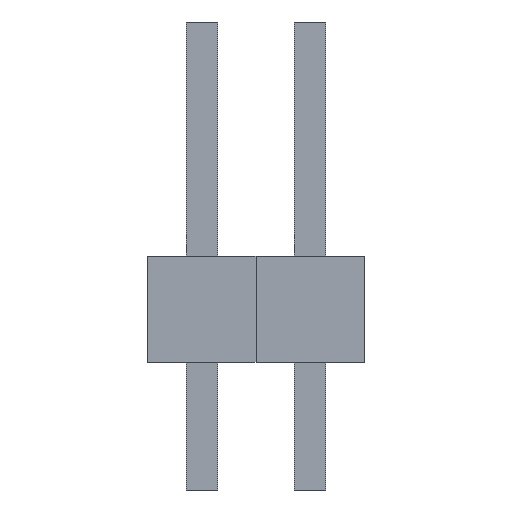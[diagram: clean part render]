
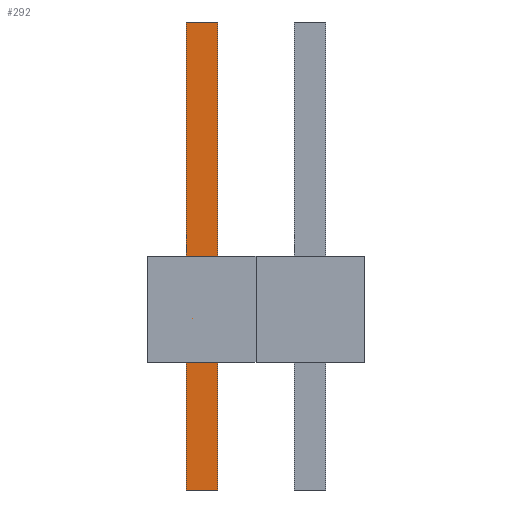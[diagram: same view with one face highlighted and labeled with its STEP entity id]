
A CAD part, front view. The second image highlights one B-rep face of the part: STEP entity #292.
In plain terms, the highlighted planar face has unit normal (0, -1, 0).
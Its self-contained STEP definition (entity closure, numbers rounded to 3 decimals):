
#13=DIRECTION('',(0.,0.,1.));
#14=DIRECTION('',(1.,0.,0.));
#133=VECTOR('',#13,1.);
#140=DIRECTION('',(0.,1.,0.));
#182=VECTOR('',#14,1.);
#246=EDGE_CURVE('',#247,#249,#251,.T.);
#247=VERTEX_POINT('',#248);
#248=CARTESIAN_POINT('',(-0.371,-0.371,-3.));
#249=VERTEX_POINT('',#250);
#250=CARTESIAN_POINT('',(-0.371,-0.371,8.));
#251=LINE('',#248,#133);
#270=ORIENTED_EDGE('',*,*,#271,.F.);
#271=EDGE_CURVE('',#272,#274,#276,.T.);
#272=VERTEX_POINT('',#273);
#273=CARTESIAN_POINT('',(0.371,-0.371,-3.));
#274=VERTEX_POINT('',#275);
#275=CARTESIAN_POINT('',(0.371,-0.371,8.));
#276=LINE('',#273,#133);
#292=ADVANCED_FACE('',(#293),#302,.F.);
#293=FACE_BOUND('',#294,.F.);
#294=EDGE_LOOP('',(#295,#298,#299,#270));
#295=ORIENTED_EDGE('',*,*,#296,.F.);
#296=EDGE_CURVE('',#247,#272,#297,.T.);
#297=LINE('',#248,#182);
#298=ORIENTED_EDGE('',*,*,#246,.T.);
#299=ORIENTED_EDGE('',*,*,#300,.T.);
#300=EDGE_CURVE('',#249,#274,#301,.T.);
#301=LINE('',#250,#182);
#302=PLANE('',#303);
#303=AXIS2_PLACEMENT_3D('',#248,#140,#13);
